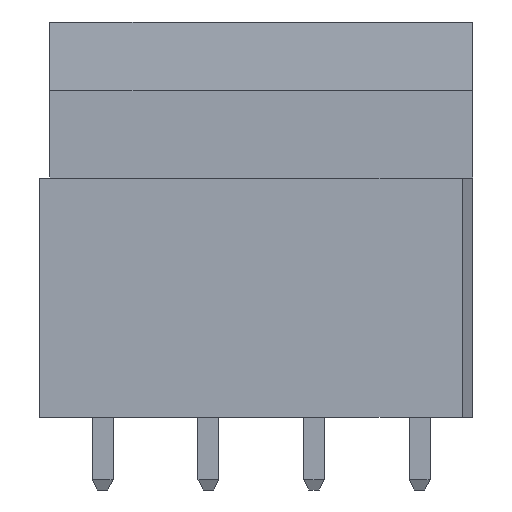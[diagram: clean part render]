
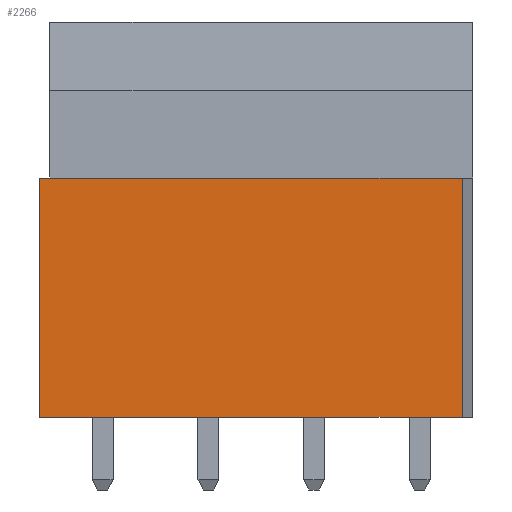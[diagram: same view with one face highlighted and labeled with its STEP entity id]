
A CAD part, front view. The second image highlights one B-rep face of the part: STEP entity #2266.
In plain terms, the highlighted planar face has unit normal (0, -1, 0).
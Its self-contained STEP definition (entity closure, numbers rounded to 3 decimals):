
#432=DIRECTION('',(1.,0.,0.));
#433=VECTOR('',#432,20.32);
#434=CARTESIAN_POINT('',(-10.66,-5.,-19.));
#435=LINE('',#434,#433);
#520=DIRECTION('',(0.,0.,-1.));
#521=VECTOR('',#520,11.5);
#522=CARTESIAN_POINT('',(-10.66,-5.,-7.5));
#523=LINE('',#522,#521);
#524=DIRECTION('',(1.,0.,0.));
#525=VECTOR('',#524,20.32);
#526=CARTESIAN_POINT('',(-10.66,-5.,-7.5));
#527=LINE('',#526,#525);
#528=DIRECTION('',(0.,0.,-1.));
#529=VECTOR('',#528,11.5);
#530=CARTESIAN_POINT('',(9.66,-5.,-7.5));
#531=LINE('',#530,#529);
#1470=CARTESIAN_POINT('',(9.66,-5.,-7.5));
#1471=VERTEX_POINT('',#1470);
#1472=CARTESIAN_POINT('',(9.66,-5.,-19.));
#1473=VERTEX_POINT('',#1472);
#1489=CARTESIAN_POINT('',(-10.66,-5.,-7.5));
#1491=VERTEX_POINT('',#1489);
#1497=CARTESIAN_POINT('',(-10.66,-5.,-19.));
#1499=VERTEX_POINT('',#1497);
#2254=CARTESIAN_POINT('',(-10.16,-5.,-7.5));
#2255=DIRECTION('',(0.,-1.,0.));
#2256=DIRECTION('',(0.,0.,-1.));
#2257=AXIS2_PLACEMENT_3D('',#2254,#2255,#2256);
#2258=PLANE('',#2257);
#2259=ORIENTED_EDGE('',*,*,#2173,.F.);
#2260=ORIENTED_EDGE('',*,*,#2247,.F.);
#2261=ORIENTED_EDGE('',*,*,#1748,.T.);
#2263=ORIENTED_EDGE('',*,*,#2262,.T.);
#2264=EDGE_LOOP('',(#2259,#2260,#2261,#2263));
#2265=FACE_OUTER_BOUND('',#2264,.F.);
#2266=ADVANCED_FACE('',(#2265),#2258,.T.);
#1748=EDGE_CURVE('',#1491,#1471,#527,.T.);
#2173=EDGE_CURVE('',#1499,#1473,#435,.T.);
#2247=EDGE_CURVE('',#1491,#1499,#523,.T.);
#2262=EDGE_CURVE('',#1471,#1473,#531,.T.);
